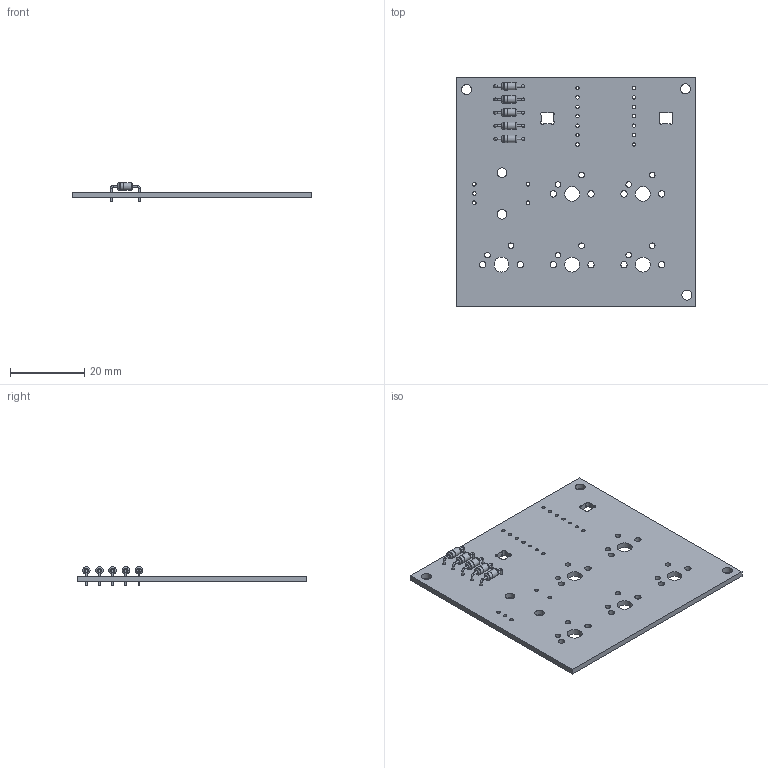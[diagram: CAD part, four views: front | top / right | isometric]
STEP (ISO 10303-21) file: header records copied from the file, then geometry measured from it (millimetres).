
FILE_DESCRIPTION(('KiCad electronic assembly'),'2;1');
FILE_NAME('PCB.step','2026-01-21T11:32:39',('Pcbnew'),('Kicad'), 'Open CASCADE STEP processor 7.9','KiCad to STEP converter','Unknown' );
FILE_SCHEMA(('AUTOMOTIVE_DESIGN { 1 0 10303 214 1 1 1 1 }'));
Length unit declared in the file: millimetre
Products named in the file (3): PCB 1; D_DO-35_SOD27_P7.62mm_Horizontal; test test_PCB
Assembly tree (6 placements, depth 2):
  PCB 1
    D_DO-35_SOD27_P7.62mm_Horizontal  x5
    test test_PCB
Bounding box: 64.6 x 62 x 5.01 mm (x, y, z)
Volume: 5867.4 mm3; surface area: 8790.6 mm2
Topology: 11 solids, 11 shells, 177 faces, 405 edges, 260 vertices
Faces by surface type: cylinder 113, plane 44, torus 20
Full cylindrical faces by diameter (mm): 0.5 x15, 0.8 x10, 0.889 x14, 1 x5, 1.5 x10, 1.7 x10, 2 x10, 2.02 x5, 2.6 x2, 2.7 x3, 4 x5
Entity records: 4122 total; most frequent: DIRECTION 733, CARTESIAN_POINT 633, ORIENTED_EDGE 618, EDGE_CURVE 309, AXIS2_PLACEMENT_3D 304, FACE_BOUND 237, EDGE_LOOP 237, VERTEX_POINT 204
